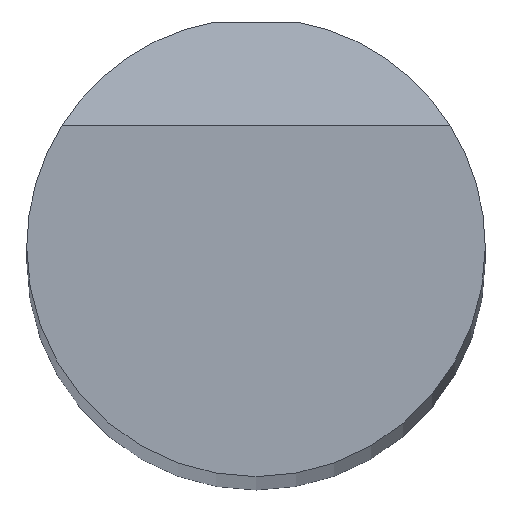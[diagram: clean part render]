
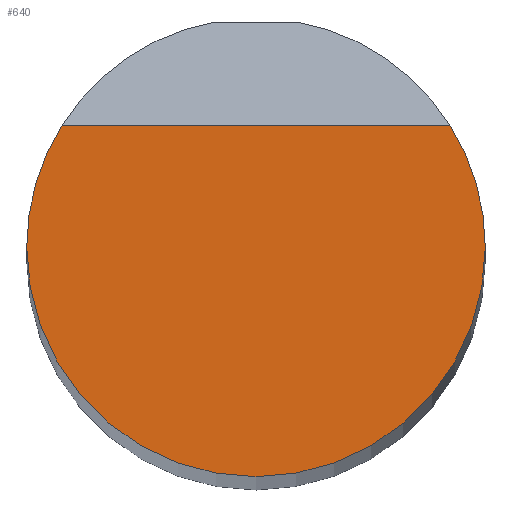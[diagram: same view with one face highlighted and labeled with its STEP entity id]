
A CAD part, top view. The second image highlights one B-rep face of the part: STEP entity #640.
In plain terms, the highlighted planar face has unit normal (0, 0, 1).
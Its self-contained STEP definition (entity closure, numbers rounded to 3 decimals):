
#133 = EDGE_LOOP ( 'NONE', ( #6207, #4885, #5583, #6997 ) ) ;
#348 = DIRECTION ( 'NONE',  ( -1., 0., 0. ) ) ;
#352 = CARTESIAN_POINT ( 'NONE',  ( 0., 8., 500. ) ) ;
#375 = EDGE_CURVE ( 'NONE', #5539, #3976, #2091, .T. ) ;
#640 = ADVANCED_FACE ( 'NONE', ( #2868 ), #5169, .T. ) ;
#1209 = VECTOR ( 'NONE', #5971, 1000. ) ;
#1495 = AXIS2_PLACEMENT_3D ( 'NONE', #4957, #2101, #348 ) ;
#1753 = CIRCLE ( 'NONE', #2949, 15. ) ;
#1791 = DIRECTION ( 'NONE',  ( 0., 0., -1. ) ) ;
#2091 = CIRCLE ( 'NONE', #1495, 15. ) ;
#2101 = DIRECTION ( 'NONE',  ( 0., 0., -1. ) ) ;
#2315 = DIRECTION ( 'NONE',  ( 1., 0., 0. ) ) ;
#2429 = DIRECTION ( 'NONE',  ( -1., 0., 0. ) ) ;
#2554 = CARTESIAN_POINT ( 'NONE',  ( 0., 0., 500. ) ) ;
#2868 = FACE_OUTER_BOUND ( 'NONE', #133, .T. ) ;
#2949 = AXIS2_PLACEMENT_3D ( 'NONE', #5134, #1791, #2429 ) ;
#3200 = DIRECTION ( 'NONE',  ( -1., 0., 0. ) ) ;
#3370 = AXIS2_PLACEMENT_3D ( 'NONE', #2554, #6681, #3200 ) ;
#3663 = VERTEX_POINT ( 'NONE', #6224 ) ;
#3725 = CIRCLE ( 'NONE', #3370, 15. ) ;
#3835 = CARTESIAN_POINT ( 'NONE',  ( 12.689, 8., 500. ) ) ;
#3976 = VERTEX_POINT ( 'NONE', #6705 ) ;
#4128 = AXIS2_PLACEMENT_3D ( 'NONE', #5649, #5613, #2315 ) ;
#4397 = LINE ( 'NONE', #352, #1209 ) ;
#4444 = CARTESIAN_POINT ( 'NONE',  ( 15., 0., 500. ) ) ;
#4533 = EDGE_CURVE ( 'NONE', #3976, #3663, #1753, .T. ) ;
#4885 = ORIENTED_EDGE ( 'NONE', *, *, #5760, .T. ) ;
#4957 = CARTESIAN_POINT ( 'NONE',  ( 0., 0., 500. ) ) ;
#5134 = CARTESIAN_POINT ( 'NONE',  ( 0., 0., 500. ) ) ;
#5169 = PLANE ( 'NONE',  #4128 ) ;
#5539 = VERTEX_POINT ( 'NONE', #4444 ) ;
#5583 = ORIENTED_EDGE ( 'NONE', *, *, #4533, .F. ) ;
#5613 = DIRECTION ( 'NONE',  ( 0., 0., 1. ) ) ;
#5649 = CARTESIAN_POINT ( 'NONE',  ( 0., 0., 500. ) ) ;
#5759 = EDGE_CURVE ( 'NONE', #5795, #5539, #3725, .T. ) ;
#5760 = EDGE_CURVE ( 'NONE', #5795, #3663, #4397, .T. ) ;
#5795 = VERTEX_POINT ( 'NONE', #3835 ) ;
#5971 = DIRECTION ( 'NONE',  ( -1., 0., 0. ) ) ;
#6207 = ORIENTED_EDGE ( 'NONE', *, *, #5759, .F. ) ;
#6224 = CARTESIAN_POINT ( 'NONE',  ( -12.689, 8., 500. ) ) ;
#6681 = DIRECTION ( 'NONE',  ( 0., 0., -1. ) ) ;
#6705 = CARTESIAN_POINT ( 'NONE',  ( -15., 0., 500. ) ) ;
#6997 = ORIENTED_EDGE ( 'NONE', *, *, #375, .F. ) ;
